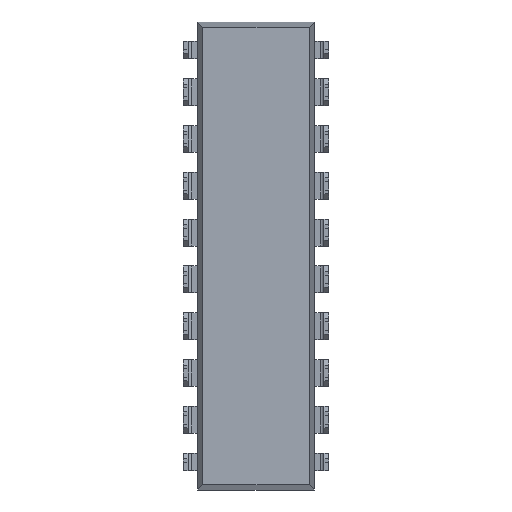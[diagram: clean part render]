
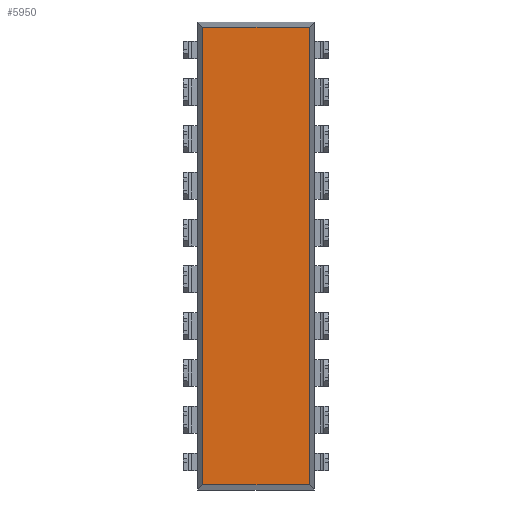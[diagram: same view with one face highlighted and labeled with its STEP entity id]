
A CAD part, front view. The second image highlights one B-rep face of the part: STEP entity #5950.
In plain terms, the highlighted planar face has unit normal (0, -1, 0).
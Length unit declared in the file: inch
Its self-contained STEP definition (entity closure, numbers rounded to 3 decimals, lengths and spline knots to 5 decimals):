
#12 = DIRECTION ( 'NONE',  ( 0., 0., -1. ) ) ;
#627 = CARTESIAN_POINT ( 'NONE',  ( 0., 0.02, -0.48881 ) ) ;
#656 = CARTESIAN_POINT ( 'NONE',  ( 0.11381, 0.02, 0.48881 ) ) ;
#863 = EDGE_CURVE ( 'NONE', #4715, #7874, #10018, .T. ) ;
#1356 = EDGE_CURVE ( 'NONE', #7874, #9679, #6820, .T. ) ;
#1577 = CARTESIAN_POINT ( 'NONE',  ( -0.11381, 0.02, 0.48881 ) ) ;
#2302 = VECTOR ( 'NONE', #10051, 39.37008 ) ;
#2356 = VECTOR ( 'NONE', #8527, 39.37008 ) ;
#2658 = EDGE_LOOP ( 'NONE', ( #3982, #3784, #6102, #9968 ) ) ;
#3075 = FACE_OUTER_BOUND ( 'NONE', #2658, .T. ) ;
#3164 = VECTOR ( 'NONE', #12, 39.37008 ) ;
#3759 = PLANE ( 'NONE',  #8814 ) ;
#3781 = EDGE_CURVE ( 'NONE', #9679, #9152, #9680, .T. ) ;
#3784 = ORIENTED_EDGE ( 'NONE', *, *, #3781, .T. ) ;
#3982 = ORIENTED_EDGE ( 'NONE', *, *, #1356, .T. ) ;
#4056 = CARTESIAN_POINT ( 'NONE',  ( 0.11381, 0.02, -0.48881 ) ) ;
#4310 = EDGE_CURVE ( 'NONE', #9152, #4715, #8112, .T. ) ;
#4715 = VERTEX_POINT ( 'NONE', #656 ) ;
#5219 = CARTESIAN_POINT ( 'NONE',  ( 0., 0.02, 0. ) ) ;
#5860 = VECTOR ( 'NONE', #7826, 39.37008 ) ;
#5950 = ADVANCED_FACE ( 'NONE', ( #3075 ), #3759, .T. ) ;
#6102 = ORIENTED_EDGE ( 'NONE', *, *, #4310, .T. ) ;
#6278 = CARTESIAN_POINT ( 'NONE',  ( 0., 0.02, 0.48881 ) ) ;
#6820 = LINE ( 'NONE', #9383, #3164 ) ;
#6871 = DIRECTION ( 'NONE',  ( 1., 0., 0. ) ) ;
#7726 = CARTESIAN_POINT ( 'NONE',  ( 0.11381, 0.02, 0. ) ) ;
#7826 = DIRECTION ( 'NONE',  ( -1., 0., 0. ) ) ;
#7874 = VERTEX_POINT ( 'NONE', #1577 ) ;
#8112 = LINE ( 'NONE', #7726, #2356 ) ;
#8527 = DIRECTION ( 'NONE',  ( 0., 0., 1. ) ) ;
#8814 = AXIS2_PLACEMENT_3D ( 'NONE', #5219, #9233, #6871 ) ;
#9152 = VERTEX_POINT ( 'NONE', #4056 ) ;
#9233 = DIRECTION ( 'NONE',  ( 0., -1., 0. ) ) ;
#9383 = CARTESIAN_POINT ( 'NONE',  ( -0.11381, 0.02, 0. ) ) ;
#9679 = VERTEX_POINT ( 'NONE', #10127 ) ;
#9680 = LINE ( 'NONE', #627, #2302 ) ;
#9968 = ORIENTED_EDGE ( 'NONE', *, *, #863, .T. ) ;
#10018 = LINE ( 'NONE', #6278, #5860 ) ;
#10051 = DIRECTION ( 'NONE',  ( 1., 0., 0. ) ) ;
#10127 = CARTESIAN_POINT ( 'NONE',  ( -0.11381, 0.02, -0.48881 ) ) ;
